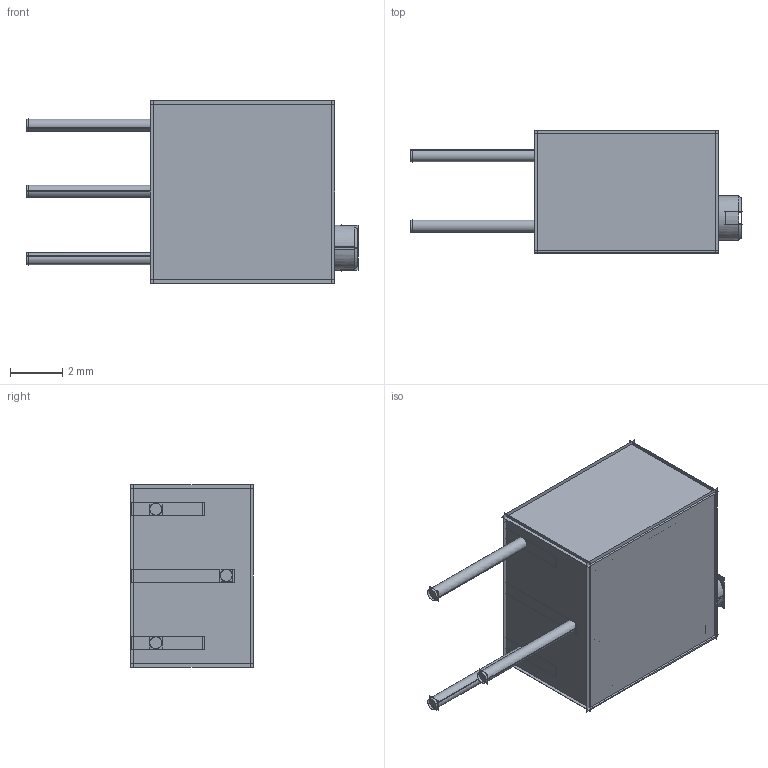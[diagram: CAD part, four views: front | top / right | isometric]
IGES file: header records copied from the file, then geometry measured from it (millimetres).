
Start section:  PTC IGES file: 3262W001.igs
Global section: file name: 3262W001.igs; native system: Pro/ENGINEER by Parametric Technology Corporation; preprocessor: 2010020; author: perryw1; organization: Unknown; date: 20100607.195127; units: inch
Bounding box: 12.69 x 4.68 x 6.97 mm (x, y, z)
Volume: 366.7 mm3; surface area: 2418.9 mm2
Topology: 7 solids, 7 shells, 374 faces, 1806 edges, 2224 vertices
Faces by surface type: bspline 218, revolution 156
